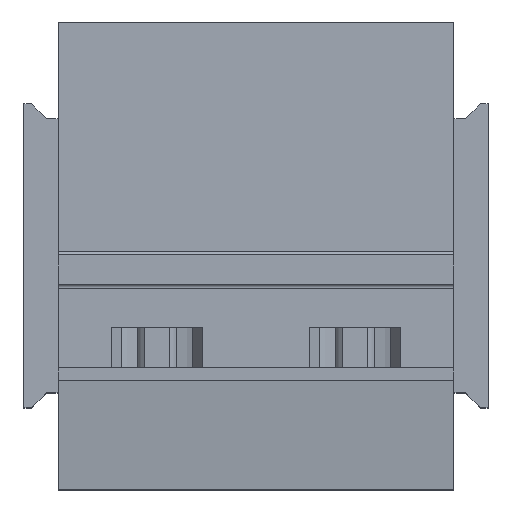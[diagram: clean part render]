
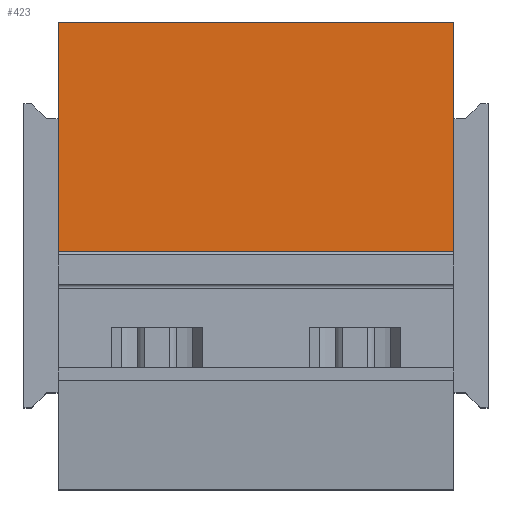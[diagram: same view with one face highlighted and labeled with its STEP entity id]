
A CAD part, top view. The second image highlights one B-rep face of the part: STEP entity #423.
In plain terms, the highlighted planar face has unit normal (0, 0, 1).
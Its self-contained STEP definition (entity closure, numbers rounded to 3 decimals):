
#380=AXIS2_PLACEMENT_3D('Plane Axis2P3D',#377,#378,#379) ;
#346=CARTESIAN_POINT('Vertex',(11.04,6.12,10.88)) ;
#349=CARTESIAN_POINT('Line Origine',(3.42,6.12,10.88)) ;
#353=CARTESIAN_POINT('Vertex',(0.88,6.12,10.88)) ;
#377=CARTESIAN_POINT('Axis2P3D Location',(0.88,3.12,10.88)) ;
#382=CARTESIAN_POINT('Line Origine',(11.04,7.82,10.88)) ;
#386=CARTESIAN_POINT('Vertex',(11.04,9.52,10.88)) ;
#389=CARTESIAN_POINT('Line Origine',(11.04,10.76,10.88)) ;
#393=CARTESIAN_POINT('Vertex',(11.04,12.,10.88)) ;
#396=CARTESIAN_POINT('Line Origine',(5.96,12.,10.88)) ;
#400=CARTESIAN_POINT('Vertex',(0.88,12.,10.88)) ;
#403=CARTESIAN_POINT('Line Origine',(0.88,10.76,10.88)) ;
#407=CARTESIAN_POINT('Vertex',(0.88,9.52,10.88)) ;
#410=CARTESIAN_POINT('Line Origine',(0.88,7.82,10.88)) ;
#350=DIRECTION('Vector Direction',(-1.,0.,0.)) ;
#378=DIRECTION('Axis2P3D Direction',(0.,0.,-1.)) ;
#379=DIRECTION('Axis2P3D XDirection',(0.,1.,0.)) ;
#383=DIRECTION('Vector Direction',(0.,1.,0.)) ;
#390=DIRECTION('Vector Direction',(0.,1.,0.)) ;
#397=DIRECTION('Vector Direction',(1.,0.,0.)) ;
#404=DIRECTION('Vector Direction',(0.,1.,0.)) ;
#411=DIRECTION('Vector Direction',(0.,1.,0.)) ;
#351=VECTOR('Line Direction',#350,1.) ;
#384=VECTOR('Line Direction',#383,1.) ;
#391=VECTOR('Line Direction',#390,1.) ;
#398=VECTOR('Line Direction',#397,1.) ;
#405=VECTOR('Line Direction',#404,1.) ;
#412=VECTOR('Line Direction',#411,1.) ;
#416=ORIENTED_EDGE('',*,*,#388,.T.) ;
#417=ORIENTED_EDGE('',*,*,#395,.T.) ;
#418=ORIENTED_EDGE('',*,*,#402,.F.) ;
#419=ORIENTED_EDGE('',*,*,#409,.F.) ;
#420=ORIENTED_EDGE('',*,*,#414,.F.) ;
#421=ORIENTED_EDGE('',*,*,#355,.T.) ;
#423=ADVANCED_FACE('Housing',(#422),#381,.F.) ;
#355=EDGE_CURVE('',#354,#347,#352,.F.) ;
#388=EDGE_CURVE('',#347,#387,#385,.T.) ;
#395=EDGE_CURVE('',#387,#394,#392,.T.) ;
#402=EDGE_CURVE('',#401,#394,#399,.T.) ;
#409=EDGE_CURVE('',#408,#401,#406,.T.) ;
#414=EDGE_CURVE('',#354,#408,#413,.T.) ;
#415=EDGE_LOOP('',(#416,#417,#418,#419,#420,#421)) ;
#422=FACE_OUTER_BOUND('',#415,.T.) ;
#352=LINE('Line',#349,#351) ;
#385=LINE('Line',#382,#384) ;
#392=LINE('Line',#389,#391) ;
#399=LINE('Line',#396,#398) ;
#406=LINE('Line',#403,#405) ;
#413=LINE('Line',#410,#412) ;
#381=PLANE('',#380) ;
#347=VERTEX_POINT('',#346) ;
#354=VERTEX_POINT('',#353) ;
#387=VERTEX_POINT('',#386) ;
#394=VERTEX_POINT('',#393) ;
#401=VERTEX_POINT('',#400) ;
#408=VERTEX_POINT('',#407) ;
